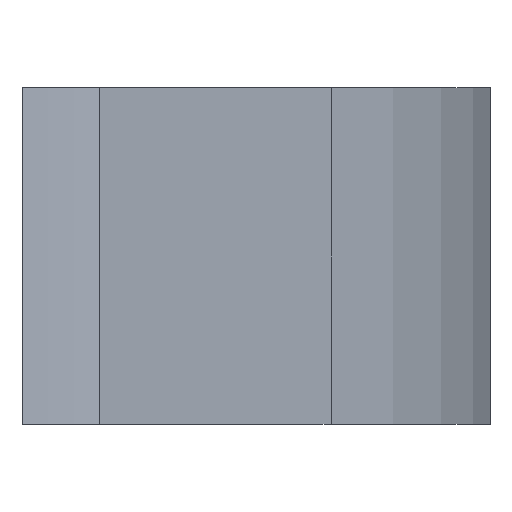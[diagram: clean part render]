
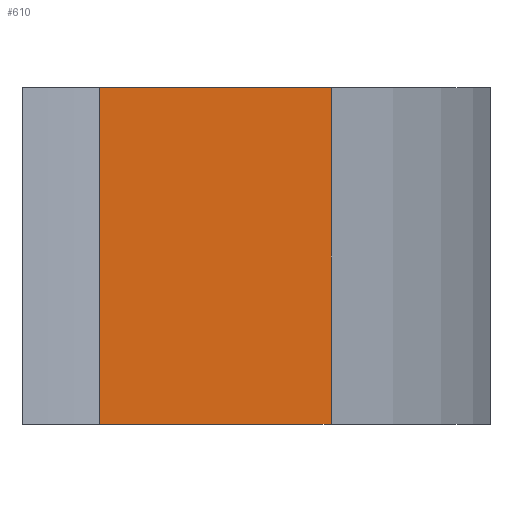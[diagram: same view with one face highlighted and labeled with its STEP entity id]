
A CAD part, left-side view. The second image highlights one B-rep face of the part: STEP entity #610.
In plain terms, the highlighted planar face has unit normal (-1, 0, 0).
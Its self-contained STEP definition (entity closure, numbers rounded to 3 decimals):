
#48=FACE_OUTER_BOUND('',#83,.T.);
#83=EDGE_LOOP('',(#516,#517,#518,#519));
#100=LINE('',#865,#170);
#115=LINE('',#910,#185);
#158=LINE('',#999,#228);
#160=LINE('',#1002,#230);
#170=VECTOR('',#696,10.);
#185=VECTOR('',#733,10.);
#228=VECTOR('',#812,10.);
#230=VECTOR('',#816,10.);
#259=VERTEX_POINT('',#862);
#260=VERTEX_POINT('',#864);
#278=VERTEX_POINT('',#907);
#279=VERTEX_POINT('',#909);
#316=EDGE_CURVE('',#259,#260,#100,.T.);
#338=EDGE_CURVE('',#278,#279,#115,.T.);
#385=EDGE_CURVE('',#259,#279,#158,.F.);
#387=EDGE_CURVE('',#278,#260,#160,.T.);
#516=ORIENTED_EDGE('',*,*,#385,.T.);
#517=ORIENTED_EDGE('',*,*,#338,.F.);
#518=ORIENTED_EDGE('',*,*,#387,.T.);
#519=ORIENTED_EDGE('',*,*,#316,.F.);
#581=PLANE('',#669);
#610=ADVANCED_FACE('',(#48),#581,.F.);
#669=AXIS2_PLACEMENT_3D('',#1001,#814,#815);
#696=DIRECTION('',(0.,1.,0.));
#733=DIRECTION('',(0.,-1.,0.));
#812=DIRECTION('',(0.,0.,-1.));
#814=DIRECTION('center_axis',(1.,0.,0.));
#815=DIRECTION('ref_axis',(0.,0.,-1.));
#816=DIRECTION('',(0.,0.,-1.));
#862=CARTESIAN_POINT('',(-18.,-18.518,0.));
#864=CARTESIAN_POINT('',(-18.,-8.,0.));
#865=CARTESIAN_POINT('',(-18.,-20.625,0.));
#907=CARTESIAN_POINT('',(-18.,-8.,15.25));
#909=CARTESIAN_POINT('',(-18.,-18.518,15.25));
#910=CARTESIAN_POINT('',(-18.,-20.625,15.25));
#999=CARTESIAN_POINT('',(-18.,-18.518,0.));
#1001=CARTESIAN_POINT('Origin',(-18.,-26.,17.184));
#1002=CARTESIAN_POINT('',(-18.,-8.,-3.633));
